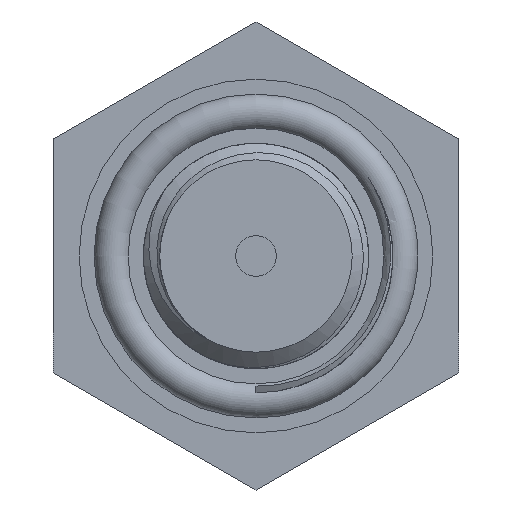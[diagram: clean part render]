
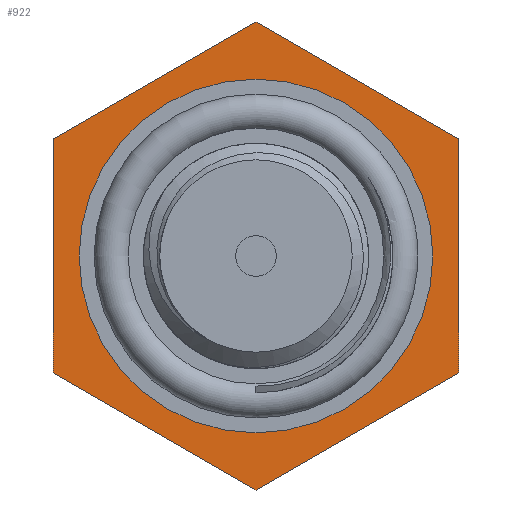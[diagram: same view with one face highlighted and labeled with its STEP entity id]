
A CAD part, left-side view. The second image highlights one B-rep face of the part: STEP entity #922.
In plain terms, the highlighted planar face has unit normal (-1, 0, 0).
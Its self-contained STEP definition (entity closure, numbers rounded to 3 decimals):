
#55=FACE_BOUND($,#260,.T.);
#164=FACE_OUTER_BOUND($,#259,.T.);
#259=EDGE_LOOP($,(#795,#796,#797,#798,#799,#800));
#260=EDGE_LOOP($,(#801));
#307=LINE($,#4003,#355);
#311=LINE($,#4011,#359);
#314=LINE($,#4017,#362);
#317=LINE($,#4023,#365);
#320=LINE($,#4029,#368);
#323=LINE($,#4034,#371);
#355=VECTOR($,#1228,11.547);
#359=VECTOR($,#1234,11.547);
#362=VECTOR($,#1239,11.547);
#365=VECTOR($,#1244,11.547);
#368=VECTOR($,#1249,11.547);
#371=VECTOR($,#1254,11.547);
#412=CIRCLE($,#1026,8.725);
#478=VERTEX_POINT($,#4001);
#479=VERTEX_POINT($,#4002);
#482=VERTEX_POINT($,#4010);
#484=VERTEX_POINT($,#4016);
#486=VERTEX_POINT($,#4022);
#488=VERTEX_POINT($,#4028);
#493=VERTEX_POINT($,#4048);
#580=EDGE_CURVE($,#478,#479,#307,.T.);
#584=EDGE_CURVE($,#479,#482,#311,.T.);
#587=EDGE_CURVE($,#482,#484,#314,.T.);
#590=EDGE_CURVE($,#484,#486,#317,.T.);
#593=EDGE_CURVE($,#488,#478,#320,.T.);
#596=EDGE_CURVE($,#486,#488,#323,.T.);
#601=EDGE_CURVE($,#493,#493,#412,.T.);
#795=ORIENTED_EDGE($,*,*,#590,.T.);
#796=ORIENTED_EDGE($,*,*,#596,.T.);
#797=ORIENTED_EDGE($,*,*,#593,.T.);
#798=ORIENTED_EDGE($,*,*,#580,.T.);
#799=ORIENTED_EDGE($,*,*,#584,.T.);
#800=ORIENTED_EDGE($,*,*,#587,.T.);
#801=ORIENTED_EDGE($,*,*,#601,.T.);
#859=PLANE($,#1027);
#922=ADVANCED_FACE($,(#164,#55),#859,.T.);
#1026=AXIS2_PLACEMENT_3D($,#4049,#1274,#1275);
#1027=AXIS2_PLACEMENT_3D($,#4050,#1276,#1277);
#1228=DIRECTION($,(0.,0.,1.));
#1234=DIRECTION($,(0.,0.866,0.5));
#1239=DIRECTION($,(0.,0.866,-0.5));
#1244=DIRECTION($,(0.,0.,-1.));
#1249=DIRECTION($,(0.,-0.866,0.5));
#1254=DIRECTION($,(0.,-0.866,-0.5));
#1274=DIRECTION('center_axis',(1.,0.,0.));
#1275=DIRECTION('ref_axis',(0.,1.,0.));
#1276=DIRECTION('center_axis',(-1.,0.,0.));
#1277=DIRECTION('ref_axis',(0.,0.,1.));
#4001=CARTESIAN_POINT('',(0.,-10.,-5.774));
#4002=CARTESIAN_POINT('',(0.,-10.,5.774));
#4003=CARTESIAN_POINT($,(0.,-10.,2.887));
#4010=CARTESIAN_POINT('',(0.,0.,11.547));
#4011=CARTESIAN_POINT($,(0.,1.48,12.401));
#4016=CARTESIAN_POINT('',(0.,10.,5.774));
#4017=CARTESIAN_POINT($,(0.,11.48,4.919));
#4022=CARTESIAN_POINT('',(0.,10.,-5.774));
#4023=CARTESIAN_POINT($,(0.,10.,-2.887));
#4028=CARTESIAN_POINT('',(0.,0.,-11.547));
#4029=CARTESIAN_POINT($,(0.,-3.52,-9.515));
#4034=CARTESIAN_POINT($,(0.,6.48,-7.806));
#4048=CARTESIAN_POINT('',(0.,8.725,0.));
#4049=CARTESIAN_POINT('Origin',(0.,0.,0.));
#4050=CARTESIAN_POINT('Origin',(0.,10.613,0.));
